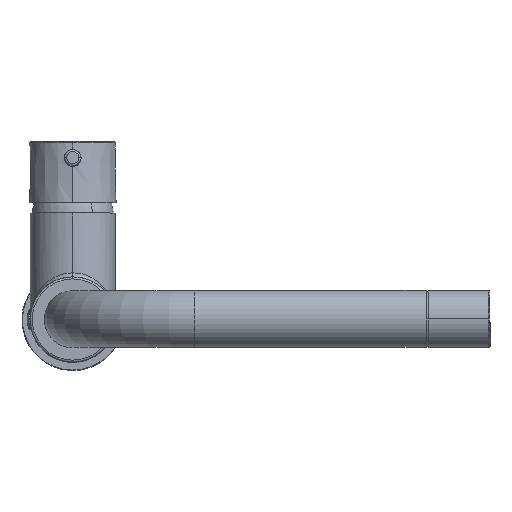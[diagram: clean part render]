
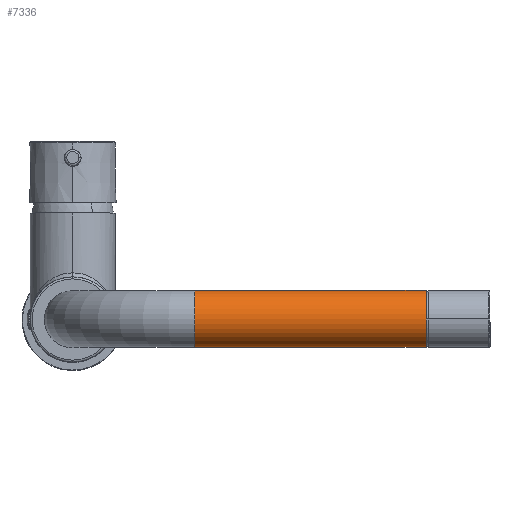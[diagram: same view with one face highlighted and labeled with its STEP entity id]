
A CAD part, top view. The second image highlights one B-rep face of the part: STEP entity #7336.
In plain terms, the highlighted cylindrical face has radius 14 mm (diameter 28 mm), a partial arc.
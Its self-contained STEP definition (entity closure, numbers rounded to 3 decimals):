
#7218=CARTESIAN_POINT('Axis2P3D Location',(117.,0.,200.3)) ;
#7223=CARTESIAN_POINT('Line Origine',(117.,-14.,200.3)) ;
#7227=CARTESIAN_POINT('Vertex',(60.,-14.,200.3)) ;
#7229=CARTESIAN_POINT('Vertex',(174.,-14.,200.3)) ;
#7236=CARTESIAN_POINT('Vertex',(60.,14.,200.3)) ;
#7239=CARTESIAN_POINT('Line Origine',(117.,14.,200.3)) ;
#7243=CARTESIAN_POINT('Vertex',(174.,14.,200.3)) ;
#7320=CARTESIAN_POINT('Axis2P3D Location',(60.,0.,200.3)) ;
#7325=CARTESIAN_POINT('Axis2P3D Location',(174.,0.,200.3)) ;
#7219=DIRECTION('Axis2P3D Direction',(1.,0.,0.)) ;
#7220=DIRECTION('Axis2P3D XDirection',(0.,-1.,0.)) ;
#7224=DIRECTION('Vector Direction',(1.,0.,0.)) ;
#7240=DIRECTION('Vector Direction',(1.,0.,0.)) ;
#7321=DIRECTION('Axis2P3D Direction',(1.,0.,0.)) ;
#7326=DIRECTION('Axis2P3D Direction',(1.,0.,0.)) ;
#7221=AXIS2_PLACEMENT_3D('Cylinder Axis2P3D',#7218,#7219,#7220) ;
#7322=AXIS2_PLACEMENT_3D('Circle Axis2P3D',#7320,#7321,$) ;
#7327=AXIS2_PLACEMENT_3D('Circle Axis2P3D',#7325,#7326,$) ;
#7331=ORIENTED_EDGE('',*,*,#7245,.F.) ;
#7332=ORIENTED_EDGE('',*,*,#7324,.T.) ;
#7333=ORIENTED_EDGE('',*,*,#7231,.T.) ;
#7334=ORIENTED_EDGE('',*,*,#7329,.F.) ;
#7225=VECTOR('Line Direction',#7224,1.) ;
#7241=VECTOR('Line Direction',#7240,1.) ;
#7336=ADVANCED_FACE('PR97242.1\\P45042.1\\PartBody',(#7335),#7222,.T.) ;
#7323=CIRCLE('generated circle',#7322,14.) ;
#7328=CIRCLE('generated circle',#7327,14.) ;
#7222=CYLINDRICAL_SURFACE('generated cylinder',#7221,14.) ;
#7231=EDGE_CURVE('',#7228,#7230,#7226,.T.) ;
#7245=EDGE_CURVE('',#7237,#7244,#7242,.T.) ;
#7324=EDGE_CURVE('',#7237,#7228,#7323,.T.) ;
#7329=EDGE_CURVE('',#7244,#7230,#7328,.T.) ;
#7330=EDGE_LOOP('',(#7331,#7332,#7333,#7334)) ;
#7335=FACE_OUTER_BOUND('',#7330,.T.) ;
#7226=LINE('Line',#7223,#7225) ;
#7242=LINE('Line',#7239,#7241) ;
#7228=VERTEX_POINT('',#7227) ;
#7230=VERTEX_POINT('',#7229) ;
#7237=VERTEX_POINT('',#7236) ;
#7244=VERTEX_POINT('',#7243) ;
